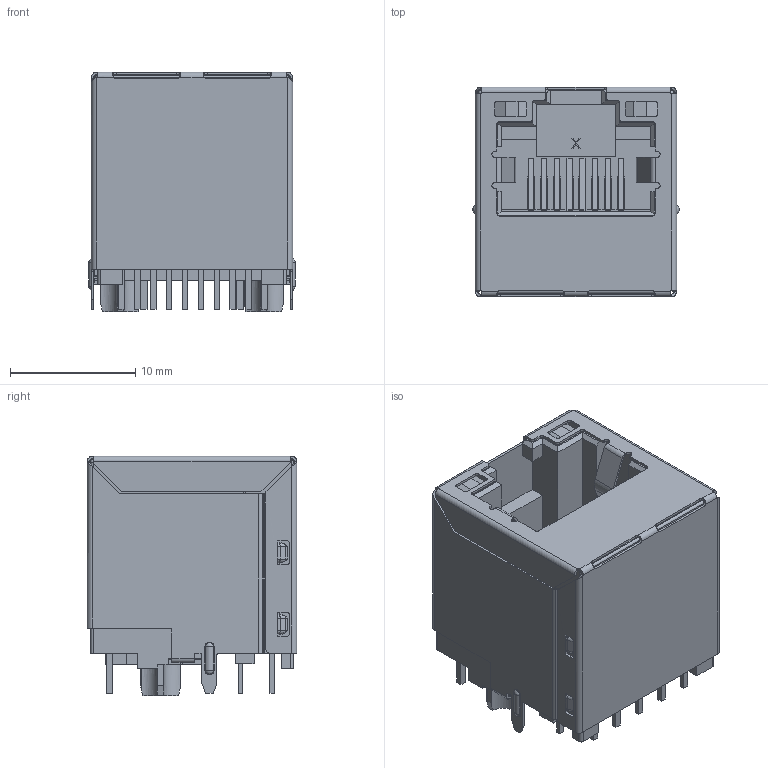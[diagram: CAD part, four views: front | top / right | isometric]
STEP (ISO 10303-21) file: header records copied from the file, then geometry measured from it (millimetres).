
FILE_DESCRIPTION(/* description */ ('Unknown'),/* implementation_level */ '2;1');
FILE_NAME(/* name */ '74990104402',/* time_stamp */ '2021-02-18T11:06:42+01:00',/* author */ ('Unknown'),/* organization */ ('Unknown'),/* preprocessor_version */ 'ST-DEVELOPER v16.7',/* originating_system */ 'DEX',/* authorisation */ $);
FILE_SCHEMA (('AUTOMOTIVE_DESIGN {1 0 10303 214 3 1 1}'));
Products named in the file (1): 74990104402
Bounding box: 16.45 x 16.7 x 19.1 mm (x, y, z)
Volume: 2363.3 mm3; surface area: 7132.8 mm2
Topology: 1 solids, 6 shells, 2310 faces, 6703 edges, 4366 vertices
Faces by surface type: plane 1705, cylinder 452, bspline 99, torus 40, sphere 14
Full cylindrical faces by diameter (mm): 0.4 x48, 0.5 x2
Entity records: 94982 total; most frequent: CARTESIAN_POINT 18627, ORIENTED_EDGE 13238, DIRECTION 11320, EDGE_CURVE 6619, LINE 5068, VECTOR 5068, VERTEX_POINT 4353, AXIS2_PLACEMENT_3D 3126
